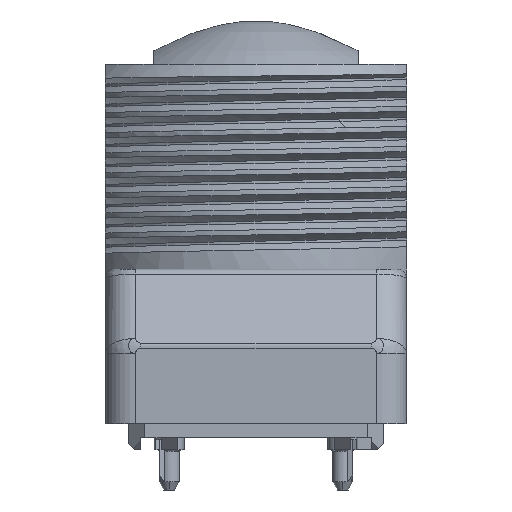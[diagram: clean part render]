
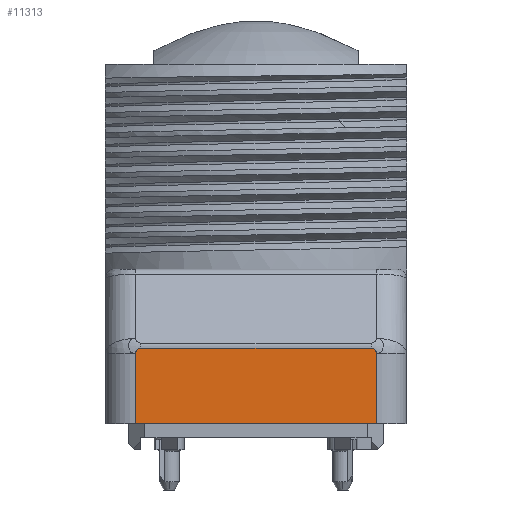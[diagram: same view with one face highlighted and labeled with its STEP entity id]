
A CAD part, front view. The second image highlights one B-rep face of the part: STEP entity #11313.
In plain terms, the highlighted planar face has unit normal (0, -1, 0).
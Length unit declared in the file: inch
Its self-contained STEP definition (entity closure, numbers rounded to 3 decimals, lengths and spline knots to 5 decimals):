
#13=DIRECTION('',(1.,0.,0.));
#14=VECTOR('',#13,0.47244);
#15=CARTESIAN_POINT('',(-0.23622,-0.67913,0.));
#16=LINE('',#15,#14);
#53=DIRECTION('',(0.,0.,-1.));
#54=VECTOR('',#53,0.13772);
#55=CARTESIAN_POINT('',(0.23622,-0.67913,
0.13772));
#56=LINE('',#55,#54);
#71=CARTESIAN_POINT('',(-0.23622,-0.67913,
0.13772));
#72=CARTESIAN_POINT('',(-0.23608,-0.67913,
0.14281));
#73=CARTESIAN_POINT('',(-0.23076,-0.67913,
0.14827));
#74=CARTESIAN_POINT('',(-0.22567,-0.67913,
0.14827));
#76=CARTESIAN_POINT('',(0.23622,-0.67913,
0.13772));
#77=CARTESIAN_POINT('',(0.23608,-0.67913,
0.14281));
#78=CARTESIAN_POINT('',(0.23076,-0.67913,
0.14827));
#79=CARTESIAN_POINT('',(0.22567,-0.67913,
0.14827));
#90=DIRECTION('',(0.,0.,-1.));
#91=VECTOR('',#90,0.13772);
#92=CARTESIAN_POINT('',(-0.23622,-0.67913,
0.13772));
#93=LINE('',#92,#91);
#4523=DIRECTION('',(-1.,0.,0.));
#4524=VECTOR('',#4523,0.45134);
#4525=CARTESIAN_POINT('',(0.22567,-0.67913,
0.14827));
#4526=LINE('',#4525,#4524);
#9656=CARTESIAN_POINT('',(0.23622,-0.67913,
0.13772));
#9657=CARTESIAN_POINT('',(0.23622,-0.67913,0.));
#9658=VERTEX_POINT('',#9656);
#9659=VERTEX_POINT('',#9657);
#9664=VERTEX_POINT('',#79);
#9672=CARTESIAN_POINT('',(-0.23622,-0.67913,
0.13772));
#9673=CARTESIAN_POINT('',(-0.23622,-0.67913,0.));
#9674=VERTEX_POINT('',#9672);
#9675=VERTEX_POINT('',#9673);
#9678=CARTESIAN_POINT('',(-0.22567,-0.67913,
0.14827));
#9679=VERTEX_POINT('',#9678);
#11296=CARTESIAN_POINT('',(-0.29528,-0.67913,0.));
#11297=DIRECTION('',(0.,-1.,0.));
#11298=DIRECTION('',(1.,0.,0.));
#11299=AXIS2_PLACEMENT_3D('',#11296,#11297,#11298);
#11300=PLANE('',#11299);
#11301=ORIENTED_EDGE('',*,*,#11286,.T.);
#11302=ORIENTED_EDGE('',*,*,#11258,.F.);
#11304=ORIENTED_EDGE('',*,*,#11303,.F.);
#11306=ORIENTED_EDGE('',*,*,#11305,.T.);
#11308=ORIENTED_EDGE('',*,*,#11307,.F.);
#11310=ORIENTED_EDGE('',*,*,#11309,.F.);
#11311=EDGE_LOOP('',(#11301,#11302,#11304,#11306,#11308,#11310));
#11312=FACE_OUTER_BOUND('',#11311,.F.);
#11313=ADVANCED_FACE('',(#11312),#11300,.T.);
#75=B_SPLINE_CURVE_WITH_KNOTS('',3,(#71,#72,#73,#74),.UNSPECIFIED.,.F.,.F.,(4,
4),(0.,1.),.UNSPECIFIED.);
#80=B_SPLINE_CURVE_WITH_KNOTS('',3,(#76,#77,#78,#79),.UNSPECIFIED.,.F.,.F.,(4,
4),(0.,1.),.UNSPECIFIED.);
#11258=EDGE_CURVE('',#9675,#9659,#16,.T.);
#11286=EDGE_CURVE('',#9658,#9659,#56,.T.);
#11303=EDGE_CURVE('',#9674,#9675,#93,.T.);
#11305=EDGE_CURVE('',#9674,#9679,#75,.T.);
#11307=EDGE_CURVE('',#9664,#9679,#4526,.T.);
#11309=EDGE_CURVE('',#9658,#9664,#80,.T.);
